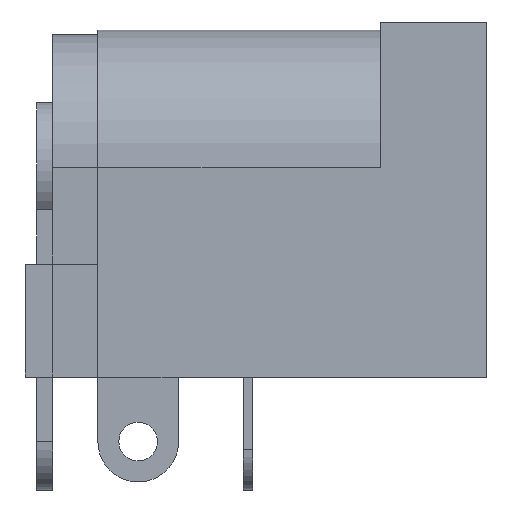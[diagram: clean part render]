
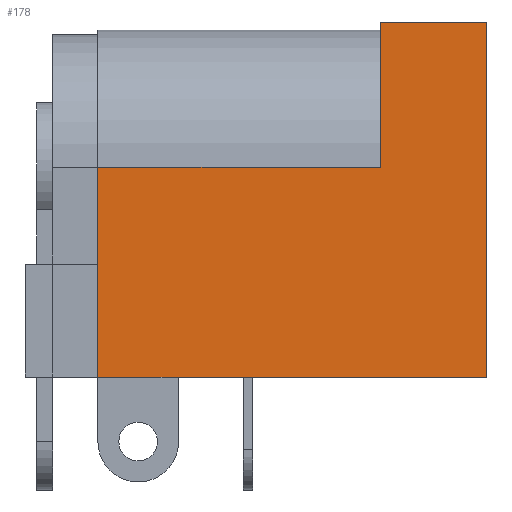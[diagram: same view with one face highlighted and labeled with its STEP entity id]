
A CAD part, left-side view. The second image highlights one B-rep face of the part: STEP entity #178.
In plain terms, the highlighted planar face has unit normal (-1, 0, 0).
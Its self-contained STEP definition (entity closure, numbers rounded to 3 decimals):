
#22 = VERTEX_POINT('',#23);
#23 = CARTESIAN_POINT('',(-4.5,-1.65,0.));
#80 = VERTEX_POINT('',#81);
#81 = CARTESIAN_POINT('',(-4.5,-13.7,0.));
#87 = EDGE_CURVE('',#22,#80,#88,.T.);
#88 = LINE('',#89,#90);
#89 = CARTESIAN_POINT('',(-4.5,-1.65,0.));
#90 = VECTOR('',#91,1.);
#91 = DIRECTION('',(0.,-1.,0.));
#135 = EDGE_CURVE('',#136,#22,#138,.T.);
#136 = VERTEX_POINT('',#137);
#137 = CARTESIAN_POINT('',(-4.5,-1.65,6.5));
#138 = LINE('',#139,#140);
#139 = CARTESIAN_POINT('',(-4.5,-1.65,6.5));
#140 = VECTOR('',#141,1.);
#141 = DIRECTION('',(0.,0.,-1.));
#178 = ADVANCED_FACE('',(#179),#213,.T.);
#179 = FACE_BOUND('',#180,.T.);
#180 = EDGE_LOOP('',(#181,#182,#190,#198,#206,#212));
#181 = ORIENTED_EDGE('',*,*,#87,.T.);
#182 = ORIENTED_EDGE('',*,*,#183,.T.);
#183 = EDGE_CURVE('',#80,#184,#186,.T.);
#184 = VERTEX_POINT('',#185);
#185 = CARTESIAN_POINT('',(-4.5,-13.7,11.));
#186 = LINE('',#187,#188);
#187 = CARTESIAN_POINT('',(-4.5,-13.7,0.));
#188 = VECTOR('',#189,1.);
#189 = DIRECTION('',(0.,0.,1.));
#190 = ORIENTED_EDGE('',*,*,#191,.T.);
#191 = EDGE_CURVE('',#184,#192,#194,.T.);
#192 = VERTEX_POINT('',#193);
#193 = CARTESIAN_POINT('',(-4.5,-10.4,11.));
#194 = LINE('',#195,#196);
#195 = CARTESIAN_POINT('',(-4.5,-13.7,11.));
#196 = VECTOR('',#197,1.);
#197 = DIRECTION('',(0.,1.,0.));
#198 = ORIENTED_EDGE('',*,*,#199,.T.);
#199 = EDGE_CURVE('',#192,#200,#202,.T.);
#200 = VERTEX_POINT('',#201);
#201 = CARTESIAN_POINT('',(-4.5,-10.4,6.5));
#202 = LINE('',#203,#204);
#203 = CARTESIAN_POINT('',(-4.5,-10.4,11.));
#204 = VECTOR('',#205,1.);
#205 = DIRECTION('',(0.,0.,-1.));
#206 = ORIENTED_EDGE('',*,*,#207,.T.);
#207 = EDGE_CURVE('',#200,#136,#208,.T.);
#208 = LINE('',#209,#210);
#209 = CARTESIAN_POINT('',(-4.5,-10.4,6.5));
#210 = VECTOR('',#211,1.);
#211 = DIRECTION('',(0.,1.,0.));
#212 = ORIENTED_EDGE('',*,*,#135,.T.);
#213 = PLANE('',#214);
#214 = AXIS2_PLACEMENT_3D('',#215,#216,#217);
#215 = CARTESIAN_POINT('',(-4.5,-8.529,4.646));
#216 = DIRECTION('',(-1.,0.,0.));
#217 = DIRECTION('',(0.,0.,-1.));
